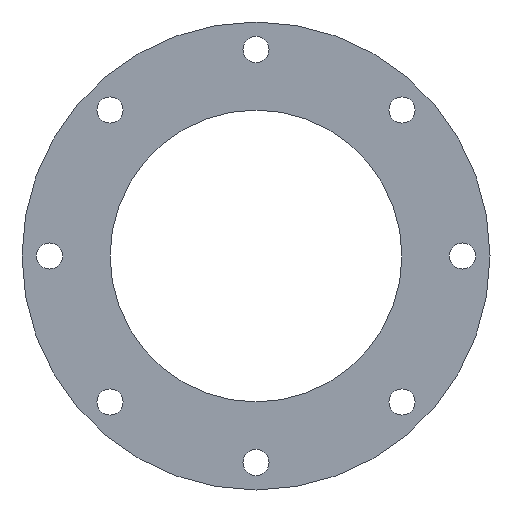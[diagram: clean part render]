
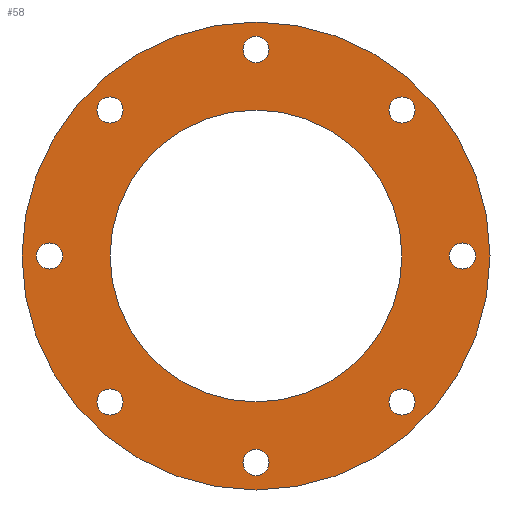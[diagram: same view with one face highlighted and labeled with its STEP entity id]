
A CAD part, left-side view. The second image highlights one B-rep face of the part: STEP entity #58.
In plain terms, the highlighted planar face has unit normal (-1, 0, 0).
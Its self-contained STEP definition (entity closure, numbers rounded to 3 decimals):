
#58 = ADVANCED_FACE( '', ( #133, #134, #135, #136, #137, #138, #139, #140, #141, #142 ), #143, .T. );
#133 = FACE_BOUND( '', #220, .T. );
#134 = FACE_BOUND( '', #221, .T. );
#135 = FACE_BOUND( '', #222, .T. );
#136 = FACE_BOUND( '', #223, .T. );
#137 = FACE_BOUND( '', #224, .T. );
#138 = FACE_BOUND( '', #225, .T. );
#139 = FACE_BOUND( '', #226, .T. );
#140 = FACE_BOUND( '', #227, .T. );
#141 = FACE_BOUND( '', #228, .T. );
#142 = FACE_OUTER_BOUND( '', #229, .T. );
#143 = PLANE( '', #230 );
#220 = EDGE_LOOP( '', ( #319 ) );
#221 = EDGE_LOOP( '', ( #320 ) );
#222 = EDGE_LOOP( '', ( #321 ) );
#223 = EDGE_LOOP( '', ( #322 ) );
#224 = EDGE_LOOP( '', ( #323 ) );
#225 = EDGE_LOOP( '', ( #324 ) );
#226 = EDGE_LOOP( '', ( #325 ) );
#227 = EDGE_LOOP( '', ( #326 ) );
#228 = EDGE_LOOP( '', ( #327 ) );
#229 = EDGE_LOOP( '', ( #328 ) );
#230 = AXIS2_PLACEMENT_3D( '', #329, #330, #331 );
#319 = ORIENTED_EDGE( '', *, *, #376, .T. );
#320 = ORIENTED_EDGE( '', *, *, #381, .T. );
#321 = ORIENTED_EDGE( '', *, *, #373, .T. );
#322 = ORIENTED_EDGE( '', *, *, #398, .T. );
#323 = ORIENTED_EDGE( '', *, *, #399, .T. );
#324 = ORIENTED_EDGE( '', *, *, #384, .T. );
#325 = ORIENTED_EDGE( '', *, *, #370, .T. );
#326 = ORIENTED_EDGE( '', *, *, #387, .T. );
#327 = ORIENTED_EDGE( '', *, *, #400, .T. );
#328 = ORIENTED_EDGE( '', *, *, #401, .F. );
#329 = CARTESIAN_POINT( '', ( 0., 85., 0. ) );
#330 = DIRECTION( '', ( -1., 0., 0. ) );
#331 = DIRECTION( '', ( 0., 0., 1. ) );
#370 = EDGE_CURVE( '', #411, #411, #412, .T. );
#373 = EDGE_CURVE( '', #416, #416, #417, .T. );
#376 = EDGE_CURVE( '', #421, #421, #422, .T. );
#381 = EDGE_CURVE( '', #429, #429, #430, .T. );
#384 = EDGE_CURVE( '', #434, #434, #435, .T. );
#387 = EDGE_CURVE( '', #439, #439, #440, .T. );
#398 = EDGE_CURVE( '', #458, #458, #459, .T. );
#399 = EDGE_CURVE( '', #460, #460, #461, .T. );
#400 = EDGE_CURVE( '', #462, #462, #463, .T. );
#401 = EDGE_CURVE( '', #464, #464, #465, .T. );
#411 = VERTEX_POINT( '', #475 );
#412 = CIRCLE( '', #476, 4.75 );
#416 = VERTEX_POINT( '', #480 );
#417 = CIRCLE( '', #481, 4.75 );
#421 = VERTEX_POINT( '', #485 );
#422 = CIRCLE( '', #486, 53. );
#429 = VERTEX_POINT( '', #493 );
#430 = CIRCLE( '', #494, 4.75 );
#434 = VERTEX_POINT( '', #498 );
#435 = CIRCLE( '', #499, 4.75 );
#439 = VERTEX_POINT( '', #503 );
#440 = CIRCLE( '', #504, 4.75 );
#458 = VERTEX_POINT( '', #522 );
#459 = CIRCLE( '', #523, 4.75 );
#460 = VERTEX_POINT( '', #524 );
#461 = CIRCLE( '', #525, 4.75 );
#462 = VERTEX_POINT( '', #526 );
#463 = CIRCLE( '', #527, 4.75 );
#464 = VERTEX_POINT( '', #528 );
#465 = CIRCLE( '', #529, 85. );
#475 = CARTESIAN_POINT( '', ( 0., 0., 70.25 ) );
#476 = AXIS2_PLACEMENT_3D( '', #539, #540, #541 );
#480 = CARTESIAN_POINT( '', ( 0., 0., -79.75 ) );
#481 = AXIS2_PLACEMENT_3D( '', #545, #546, #547 );
#485 = CARTESIAN_POINT( '', ( 0., 0., -53. ) );
#486 = AXIS2_PLACEMENT_3D( '', #551, #552, #553 );
#493 = CARTESIAN_POINT( '', ( 0., 75., -4.75 ) );
#494 = AXIS2_PLACEMENT_3D( '', #560, #561, #562 );
#498 = CARTESIAN_POINT( '', ( 0., -53.033, 48.283 ) );
#499 = AXIS2_PLACEMENT_3D( '', #566, #567, #568 );
#503 = CARTESIAN_POINT( '', ( 0., 53.033, 48.283 ) );
#504 = AXIS2_PLACEMENT_3D( '', #572, #573, #574 );
#522 = CARTESIAN_POINT( '', ( 0., -53.033, -57.783 ) );
#523 = AXIS2_PLACEMENT_3D( '', #596, #597, #598 );
#524 = CARTESIAN_POINT( '', ( 0., -75., -4.75 ) );
#525 = AXIS2_PLACEMENT_3D( '', #599, #600, #601 );
#526 = CARTESIAN_POINT( '', ( 0., 53.033, -57.783 ) );
#527 = AXIS2_PLACEMENT_3D( '', #602, #603, #604 );
#528 = CARTESIAN_POINT( '', ( 0., 0., -85. ) );
#529 = AXIS2_PLACEMENT_3D( '', #605, #606, #607 );
#539 = CARTESIAN_POINT( '', ( 0., 0., 75. ) );
#540 = DIRECTION( '', ( 1., 0., 0. ) );
#541 = DIRECTION( '', ( 0., 0., -1. ) );
#545 = CARTESIAN_POINT( '', ( 0., 0., -75. ) );
#546 = DIRECTION( '', ( 1., 0., 0. ) );
#547 = DIRECTION( '', ( 0., 0., -1. ) );
#551 = CARTESIAN_POINT( '', ( 0., 0., 0. ) );
#552 = DIRECTION( '', ( 1., 0., 0. ) );
#553 = DIRECTION( '', ( 0., 0., -1. ) );
#560 = CARTESIAN_POINT( '', ( 0., 75., 0. ) );
#561 = DIRECTION( '', ( 1., 0., 0. ) );
#562 = DIRECTION( '', ( 0., 0., -1. ) );
#566 = CARTESIAN_POINT( '', ( 0., -53.033, 53.033 ) );
#567 = DIRECTION( '', ( 1., 0., 0. ) );
#568 = DIRECTION( '', ( 0., 0., -1. ) );
#572 = CARTESIAN_POINT( '', ( 0., 53.033, 53.033 ) );
#573 = DIRECTION( '', ( 1., 0., 0. ) );
#574 = DIRECTION( '', ( 0., 0., -1. ) );
#596 = CARTESIAN_POINT( '', ( 0., -53.033, -53.033 ) );
#597 = DIRECTION( '', ( 1., 0., 0. ) );
#598 = DIRECTION( '', ( 0., 0., -1. ) );
#599 = CARTESIAN_POINT( '', ( 0., -75., 0. ) );
#600 = DIRECTION( '', ( 1., 0., 0. ) );
#601 = DIRECTION( '', ( 0., 0., -1. ) );
#602 = CARTESIAN_POINT( '', ( 0., 53.033, -53.033 ) );
#603 = DIRECTION( '', ( 1., 0., 0. ) );
#604 = DIRECTION( '', ( 0., 0., -1. ) );
#605 = CARTESIAN_POINT( '', ( 0., 0., 0. ) );
#606 = DIRECTION( '', ( 1., 0., 0. ) );
#607 = DIRECTION( '', ( 0., 0., -1. ) );
